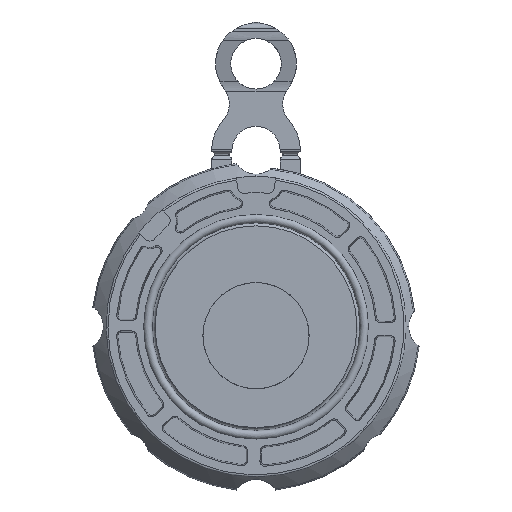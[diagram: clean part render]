
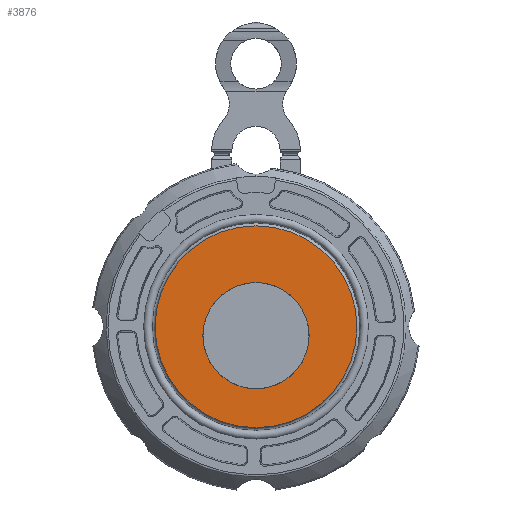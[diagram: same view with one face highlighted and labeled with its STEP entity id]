
A CAD part, left-side view. The second image highlights one B-rep face of the part: STEP entity #3876.
In plain terms, the highlighted planar face has unit normal (-1, 0, 0).
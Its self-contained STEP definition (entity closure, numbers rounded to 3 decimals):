
#3618=CARTESIAN_POINT('',(-10.0,0.,39.9));
#3619=VERTEX_POINT('',#3618);
#3620=CARTESIAN_POINT('',(-10.0,0.0,0.0));
#3621=DIRECTION('',(-1.0,0.0,0.0));
#3622=DIRECTION('',(0.0,0.0,-1.0));
#3623=AXIS2_PLACEMENT_3D('',#3620,#3621,#3622);
#3624=CIRCLE('',#3623,39.9);
#3625=EDGE_CURVE('',#3619,#3619,#3624,.T.);
#3638=CARTESIAN_POINT('',(-10.0,0.,17.5));
#3639=VERTEX_POINT('',#3638);
#3640=CARTESIAN_POINT('',(-10.0,0.0,-3.5));
#3641=DIRECTION('',(1.0,0.0,0.0));
#3642=DIRECTION('',(0.0,0.0,-1.0));
#3643=AXIS2_PLACEMENT_3D('',#3640,#3641,#3642);
#3644=CIRCLE('',#3643,21.0);
#3645=EDGE_CURVE('',#3639,#3639,#3644,.T.);
#3865=CARTESIAN_POINT('',(-10.0,-29.27,0.0));
#3866=DIRECTION('',(-1.0,0.0,0.0));
#3867=DIRECTION('',(0.0,0.0,1.0));
#3868=AXIS2_PLACEMENT_3D('',#3865,#3866,#3867);
#3869=PLANE('',#3868);
#3870=ORIENTED_EDGE('',*,*,#3625,.T.);
#3871=EDGE_LOOP('',(#3870));
#3872=FACE_OUTER_BOUND('',#3871,.T.);
#3873=ORIENTED_EDGE('',*,*,#3645,.T.);
#3874=EDGE_LOOP('',(#3873));
#3875=FACE_BOUND('',#3874,.T.);
#3876=ADVANCED_FACE('',(#3872,#3875),#3869,.T.);
